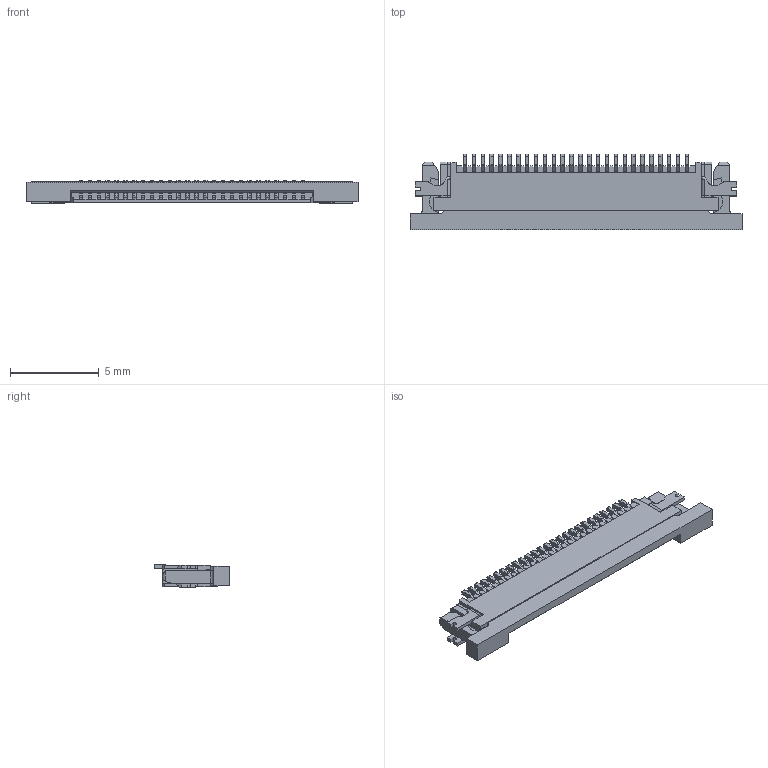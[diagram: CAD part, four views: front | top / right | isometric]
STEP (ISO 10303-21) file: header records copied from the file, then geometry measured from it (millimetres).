
FILE_DESCRIPTION(/* description */ ('Unknown'),/* implementation_level */ '2;1');
FILE_NAME(/* name */ '687126183622',/* time_stamp */ '2017-03-21T10:15:24+01:00',/* author */ ('Unknown'),/* organization */ ('Unknown'),/* preprocessor_version */ 'ST-DEVELOPER v16.7',/* originating_system */ 'DEX',/* authorisation */ $);
FILE_SCHEMA (('AUTOMOTIVE_DESIGN {1 0 10303 214 3 1 1}'));
Length unit declared in the file: millimetre
Products named in the file (6): 6871xx183622; 68x126183x22; 68X1XX183X22_Pin_TOP; 68x126183x22_Actuator; 68X1xx183x22_Solder_Pad2; 68X1XX183X22_Solder_Pad
Assembly tree (30 placements, depth 2):
  6871xx183622
    68x126183x22
    68X1XX183X22_Pin_TOP  x26
    68x126183x22_Actuator
    68X1xx183x22_Solder_Pad2
    68X1XX183X22_Solder_Pad
Bounding box: 18.7 x 4.25 x 1.29 mm (x, y, z)
Volume: 56.6 mm3; surface area: 499 mm2
Topology: 30 solids, 30 shells, 1893 faces, 5665 edges, 3730 vertices
Faces by surface type: plane 1366, cylinder 527
Entity records: 32900 total; most frequent: ORIENTED_EDGE 5930, CARTESIAN_POINT 5869, DIRECTION 5271, EDGE_CURVE 2965, LINE 2607, VECTOR 2607, VERTEX_POINT 1930, AXIS2_PLACEMENT_3D 1332
